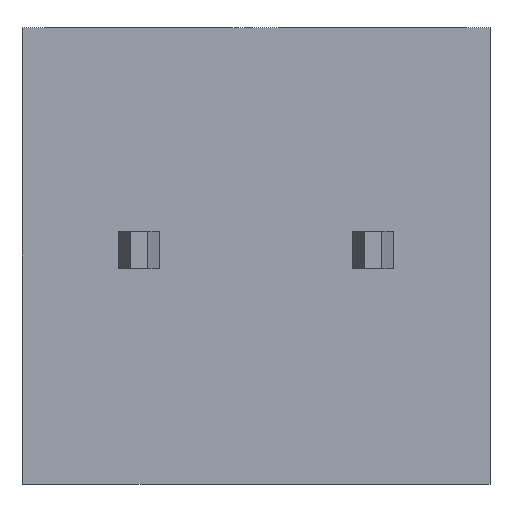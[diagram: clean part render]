
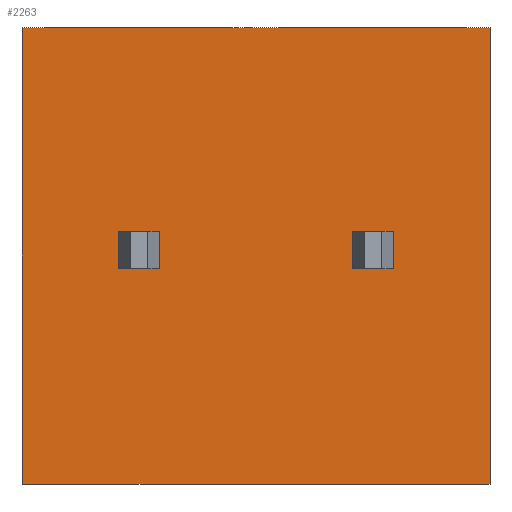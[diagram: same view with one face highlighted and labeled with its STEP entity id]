
A CAD part, front view. The second image highlights one B-rep face of the part: STEP entity #2263.
In plain terms, the highlighted planar face has unit normal (0, -1, 0).
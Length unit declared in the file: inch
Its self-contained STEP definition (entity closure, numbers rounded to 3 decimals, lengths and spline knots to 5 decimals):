
#9=DIRECTION('',(0.,0.,-1.));
#10=VECTOR('',#9,0.39);
#11=CARTESIAN_POINT('',(-0.2,-0.31,0.175));
#12=LINE('',#11,#10);
#117=DIRECTION('',(1.,0.,0.));
#118=VECTOR('',#117,0.4);
#119=CARTESIAN_POINT('',(-0.2,-0.31,-0.215));
#120=LINE('',#119,#118);
#165=DIRECTION('',(1.,0.,0.));
#166=VECTOR('',#165,0.4);
#167=CARTESIAN_POINT('',(-0.2,-0.31,0.175));
#168=LINE('',#167,#166);
#169=DIRECTION('',(0.,0.,-1.));
#170=VECTOR('',#169,0.032);
#171=CARTESIAN_POINT('',(-0.1175,-0.31,0.001));
#172=LINE('',#171,#170);
#173=DIRECTION('',(1.,0.,0.));
#174=VECTOR('',#173,0.035);
#175=CARTESIAN_POINT('',(-0.1175,-0.31,-0.031));
#176=LINE('',#175,#174);
#177=DIRECTION('',(0.,0.,1.));
#178=VECTOR('',#177,0.032);
#179=CARTESIAN_POINT('',(-0.0825,-0.31,-0.031));
#180=LINE('',#179,#178);
#181=DIRECTION('',(-1.,0.,0.));
#182=VECTOR('',#181,0.035);
#183=CARTESIAN_POINT('',(-0.0825,-0.31,0.001));
#184=LINE('',#183,#182);
#185=DIRECTION('',(0.,0.,-1.));
#186=VECTOR('',#185,0.032);
#187=CARTESIAN_POINT('',(0.0825,-0.31,0.001));
#188=LINE('',#187,#186);
#189=DIRECTION('',(1.,0.,0.));
#190=VECTOR('',#189,0.035);
#191=CARTESIAN_POINT('',(0.0825,-0.31,-0.031));
#192=LINE('',#191,#190);
#193=DIRECTION('',(0.,0.,1.));
#194=VECTOR('',#193,0.032);
#195=CARTESIAN_POINT('',(0.1175,-0.31,-0.031));
#196=LINE('',#195,#194);
#197=DIRECTION('',(-1.,0.,0.));
#198=VECTOR('',#197,0.035);
#199=CARTESIAN_POINT('',(0.1175,-0.31,0.001));
#200=LINE('',#199,#198);
#257=DIRECTION('',(0.,0.,-1.));
#258=VECTOR('',#257,0.39);
#259=CARTESIAN_POINT('',(0.2,-0.31,0.175));
#260=LINE('',#259,#258);
#1561=CARTESIAN_POINT('',(-0.2,-0.31,0.175));
#1562=VERTEX_POINT('',#1561);
#1563=CARTESIAN_POINT('',(-0.2,-0.31,-0.215));
#1564=VERTEX_POINT('',#1563);
#1575=CARTESIAN_POINT('',(0.2,-0.31,0.175));
#1576=VERTEX_POINT('',#1575);
#1577=CARTESIAN_POINT('',(0.2,-0.31,-0.215));
#1578=VERTEX_POINT('',#1577);
#1763=CARTESIAN_POINT('',(-0.1175,-0.31,0.001));
#1764=CARTESIAN_POINT('',(-0.1175,-0.31,-0.031));
#1765=VERTEX_POINT('',#1763);
#1766=VERTEX_POINT('',#1764);
#1767=CARTESIAN_POINT('',(-0.0825,-0.31,-0.031));
#1768=VERTEX_POINT('',#1767);
#1769=CARTESIAN_POINT('',(-0.0825,-0.31,0.001));
#1770=VERTEX_POINT('',#1769);
#1949=CARTESIAN_POINT('',(0.0825,-0.31,0.001));
#1950=CARTESIAN_POINT('',(0.0825,-0.31,-0.031));
#1951=VERTEX_POINT('',#1949);
#1952=VERTEX_POINT('',#1950);
#1953=CARTESIAN_POINT('',(0.1175,-0.31,-0.031));
#1954=VERTEX_POINT('',#1953);
#1955=CARTESIAN_POINT('',(0.1175,-0.31,0.001));
#1956=VERTEX_POINT('',#1955);
#2230=CARTESIAN_POINT('',(-0.2,-0.31,0.175));
#2231=DIRECTION('',(0.,-1.,0.));
#2232=DIRECTION('',(0.,0.,-1.));
#2233=AXIS2_PLACEMENT_3D('',#2230,#2231,#2232);
#2234=PLANE('',#2233);
#2235=ORIENTED_EDGE('',*,*,#1998,.F.);
#2237=ORIENTED_EDGE('',*,*,#2236,.T.);
#2239=ORIENTED_EDGE('',*,*,#2238,.T.);
#2240=ORIENTED_EDGE('',*,*,#2128,.F.);
#2241=EDGE_LOOP('',(#2235,#2237,#2239,#2240));
#2242=FACE_OUTER_BOUND('',#2241,.F.);
#2244=ORIENTED_EDGE('',*,*,#2243,.T.);
#2246=ORIENTED_EDGE('',*,*,#2245,.T.);
#2248=ORIENTED_EDGE('',*,*,#2247,.T.);
#2250=ORIENTED_EDGE('',*,*,#2249,.T.);
#2251=EDGE_LOOP('',(#2244,#2246,#2248,#2250));
#2252=FACE_BOUND('',#2251,.F.);
#2254=ORIENTED_EDGE('',*,*,#2253,.T.);
#2256=ORIENTED_EDGE('',*,*,#2255,.T.);
#2258=ORIENTED_EDGE('',*,*,#2257,.T.);
#2260=ORIENTED_EDGE('',*,*,#2259,.T.);
#2261=EDGE_LOOP('',(#2254,#2256,#2258,#2260));
#2262=FACE_BOUND('',#2261,.F.);
#2263=ADVANCED_FACE('',(#2242,#2252,#2262),#2234,.T.);
#1998=EDGE_CURVE('',#1562,#1564,#12,.T.);
#2128=EDGE_CURVE('',#1564,#1578,#120,.T.);
#2236=EDGE_CURVE('',#1562,#1576,#168,.T.);
#2238=EDGE_CURVE('',#1576,#1578,#260,.T.);
#2243=EDGE_CURVE('',#1765,#1766,#172,.T.);
#2245=EDGE_CURVE('',#1766,#1768,#176,.T.);
#2247=EDGE_CURVE('',#1768,#1770,#180,.T.);
#2249=EDGE_CURVE('',#1770,#1765,#184,.T.);
#2253=EDGE_CURVE('',#1951,#1952,#188,.T.);
#2255=EDGE_CURVE('',#1952,#1954,#192,.T.);
#2257=EDGE_CURVE('',#1954,#1956,#196,.T.);
#2259=EDGE_CURVE('',#1956,#1951,#200,.T.);
